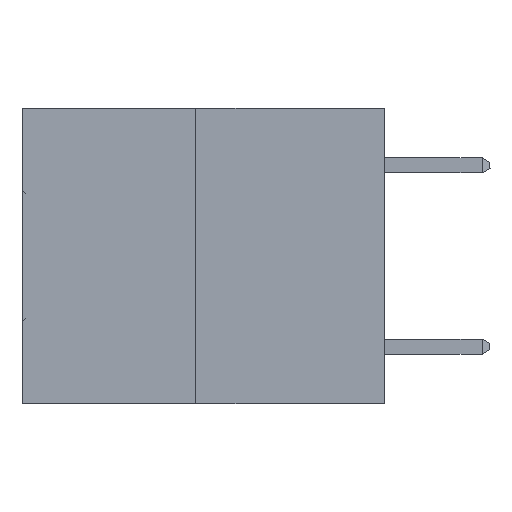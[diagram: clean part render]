
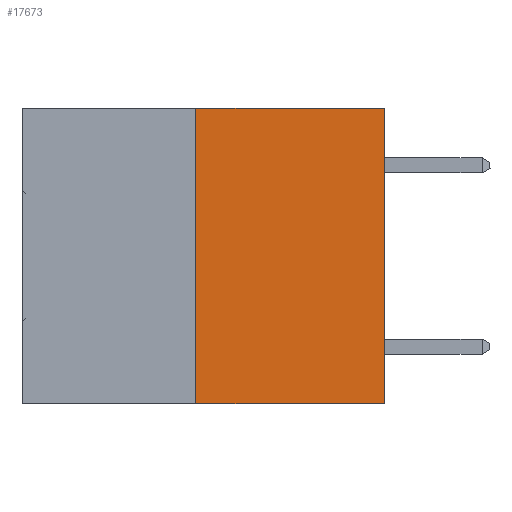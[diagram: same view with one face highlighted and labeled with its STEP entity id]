
A CAD part, left-side view. The second image highlights one B-rep face of the part: STEP entity #17673.
In plain terms, the highlighted planar face has unit normal (-1, 0, 0).
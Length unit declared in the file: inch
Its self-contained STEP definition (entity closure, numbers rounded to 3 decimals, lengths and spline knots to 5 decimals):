
#51 = VERTEX_POINT ( 'NONE', #15182 ) ;
#134 = CARTESIAN_POINT ( 'NONE',  ( 0., 0.6, -0.49 ) ) ;
#1008 = LINE ( 'NONE', #32813, #29238 ) ;
#2126 = CARTESIAN_POINT ( 'NONE',  ( 0., 0.6, 0. ) ) ;
#3093 = LINE ( 'NONE', #23305, #16005 ) ;
#3133 = LINE ( 'NONE', #2126, #18396 ) ;
#4864 = VECTOR ( 'NONE', #24295, 39.37008 ) ;
#6621 = DIRECTION ( 'NONE',  ( 0., 0., 1. ) ) ;
#7467 = CARTESIAN_POINT ( 'NONE',  ( 0., 0., 0. ) ) ;
#8915 = DIRECTION ( 'NONE',  ( 1., 0., 0. ) ) ;
#9024 = CARTESIAN_POINT ( 'NONE',  ( 0., 0.6, 0. ) ) ;
#9814 = VERTEX_POINT ( 'NONE', #7467 ) ;
#10730 = DIRECTION ( 'NONE',  ( 0., 0., 1. ) ) ;
#11355 = EDGE_CURVE ( 'NONE', #51, #17059, #13581, .T. ) ;
#11477 = EDGE_CURVE ( 'NONE', #17059, #9814, #1008, .T. ) ;
#11952 = PLANE ( 'NONE',  #29722 ) ;
#13581 = LINE ( 'NONE', #134, #4864 ) ;
#14077 = FACE_OUTER_BOUND ( 'NONE', #20083, .T. ) ;
#14154 = CARTESIAN_POINT ( 'NONE',  ( 0., 0., -0.49 ) ) ;
#15182 = CARTESIAN_POINT ( 'NONE',  ( 0., 0.312, -0.49 ) ) ;
#15631 = EDGE_CURVE ( 'NONE', #51, #25394, #3093, .T. ) ;
#16005 = VECTOR ( 'NONE', #6621, 39.37008 ) ;
#17059 = VERTEX_POINT ( 'NONE', #14154 ) ;
#17673 = ADVANCED_FACE ( 'NONE', ( #14077 ), #11952, .F. ) ;
#18396 = VECTOR ( 'NONE', #30065, 39.37008 ) ;
#20083 = EDGE_LOOP ( 'NONE', ( #33244, #24971, #28661, #20371 ) ) ;
#20371 = ORIENTED_EDGE ( 'NONE', *, *, #29554, .F. ) ;
#21328 = CARTESIAN_POINT ( 'NONE',  ( 0., 0.312, 0. ) ) ;
#22175 = DIRECTION ( 'NONE',  ( 0., 0., -1. ) ) ;
#23305 = CARTESIAN_POINT ( 'NONE',  ( 0., 0.312, -0.49 ) ) ;
#24295 = DIRECTION ( 'NONE',  ( 0., -1., 0. ) ) ;
#24971 = ORIENTED_EDGE ( 'NONE', *, *, #11355, .T. ) ;
#25394 = VERTEX_POINT ( 'NONE', #21328 ) ;
#28661 = ORIENTED_EDGE ( 'NONE', *, *, #11477, .T. ) ;
#29238 = VECTOR ( 'NONE', #10730, 39.37008 ) ;
#29554 = EDGE_CURVE ( 'NONE', #25394, #9814, #3133, .T. ) ;
#29722 = AXIS2_PLACEMENT_3D ( 'NONE', #9024, #8915, #22175 ) ;
#30065 = DIRECTION ( 'NONE',  ( 0., -1., 0. ) ) ;
#32813 = CARTESIAN_POINT ( 'NONE',  ( 0., 0., 0. ) ) ;
#33244 = ORIENTED_EDGE ( 'NONE', *, *, #15631, .F. ) ;
